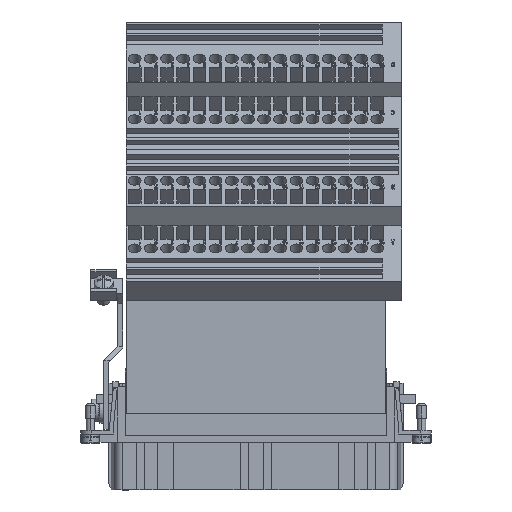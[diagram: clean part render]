
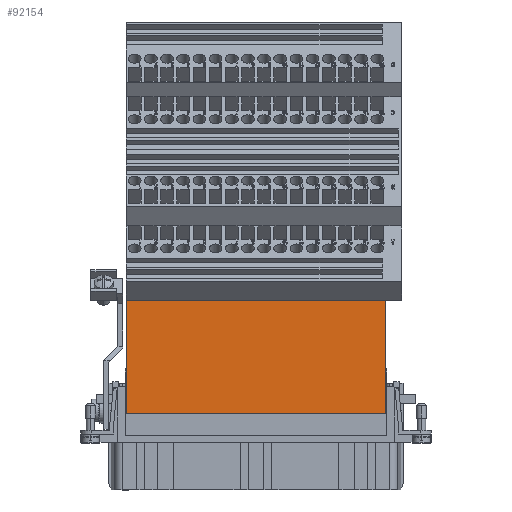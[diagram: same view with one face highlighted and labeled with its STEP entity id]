
A CAD part, top view. The second image highlights one B-rep face of the part: STEP entity #92154.
In plain terms, the highlighted planar face has unit normal (0, 0, 1).
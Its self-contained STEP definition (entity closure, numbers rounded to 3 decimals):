
#78796=CARTESIAN_POINT('',(-40.75,9.,15.5));
#78797=VERTEX_POINT('',#78796);
#78804=CARTESIAN_POINT('',(-40.75,44.5,15.5));
#78805=VERTEX_POINT('',#78804);
#78806=CARTESIAN_POINT('',(-40.75,44.5,15.5));
#78807=DIRECTION('',(0.0,-1.0,0.0));
#78808=VECTOR('',#78807,35.5);
#78809=LINE('',#78806,#78808);
#78810=EDGE_CURVE('',#78805,#78797,#78809,.T.);
#91930=CARTESIAN_POINT('',(40.75,44.5,15.5));
#91931=VERTEX_POINT('',#91930);
#91932=CARTESIAN_POINT('',(-40.75,44.5,15.5));
#91933=DIRECTION('',(1.0,0.0,0.0));
#91934=VECTOR('',#91933,81.5);
#91935=LINE('',#91932,#91934);
#91936=EDGE_CURVE('',#78805,#91931,#91935,.T.);
#92114=CARTESIAN_POINT('',(40.75,9.,15.5));
#92115=VERTEX_POINT('',#92114);
#92122=CARTESIAN_POINT('',(-40.75,9.,15.5));
#92123=DIRECTION('',(1.0,0.0,0.0));
#92124=VECTOR('',#92123,81.5);
#92125=LINE('',#92122,#92124);
#92126=EDGE_CURVE('',#78797,#92115,#92125,.T.);
#92138=CARTESIAN_POINT('',(0.0,9.,15.5));
#92139=DIRECTION('',(0.0,0.0,1.0));
#92140=DIRECTION('',(1.0,0.0,0.0));
#92141=AXIS2_PLACEMENT_3D('',#92138,#92139,#92140);
#92142=PLANE('',#92141);
#92143=CARTESIAN_POINT('',(40.75,9.,15.5));
#92144=DIRECTION('',(0.0,1.0,0.0));
#92145=VECTOR('',#92144,35.5);
#92146=LINE('',#92143,#92145);
#92147=EDGE_CURVE('',#92115,#91931,#92146,.T.);
#92148=ORIENTED_EDGE('',*,*,#92147,.T.);
#92149=ORIENTED_EDGE('',*,*,#91936,.F.);
#92150=ORIENTED_EDGE('',*,*,#78810,.T.);
#92151=ORIENTED_EDGE('',*,*,#92126,.T.);
#92152=EDGE_LOOP('',(#92148,#92149,#92150,#92151));
#92153=FACE_OUTER_BOUND('',#92152,.T.);
#92154=ADVANCED_FACE('',(#92153),#92142,.T.);
